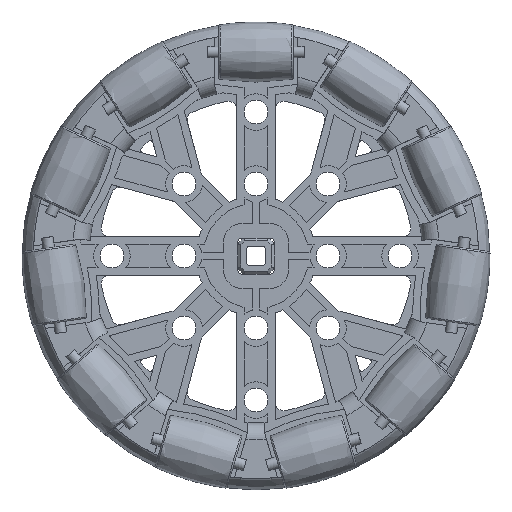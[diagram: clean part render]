
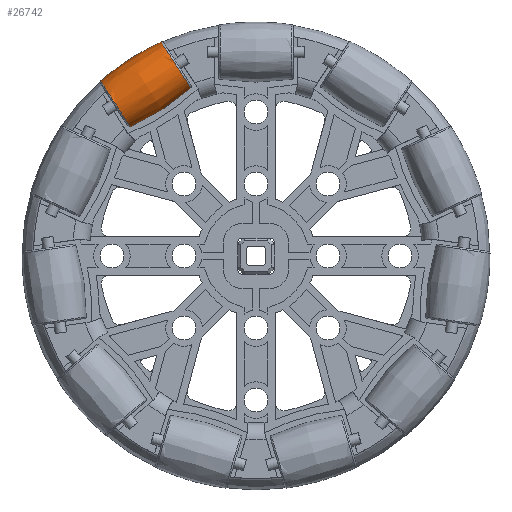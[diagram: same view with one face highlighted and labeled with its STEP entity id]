
A CAD part, front view. The second image highlights one B-rep face of the part: STEP entity #26742.
In plain terms, the highlighted free-form (B-spline) face has degree [2, 2] with [3, 9] control points.
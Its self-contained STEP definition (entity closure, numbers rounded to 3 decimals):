
#291=(
BOUNDED_SURFACE()
B_SPLINE_SURFACE(2,2,((#44839,#44840,#44841,#44842,#44843,#44844,#44845,
#44846,#44847),(#44848,#44849,#44850,#44851,#44852,#44853,#44854,#44855,
#44856),(#44857,#44858,#44859,#44860,#44861,#44862,#44863,#44864,#44865)),
 .UNSPECIFIED.,.F.,.T.,.F.)
B_SPLINE_SURFACE_WITH_KNOTS((3,3),(3,2,2,2,3),(-0.154,0.154),
(-3.142,-1.571,0.,1.571,3.142),
 .UNSPECIFIED.)
GEOMETRIC_REPRESENTATION_ITEM()
RATIONAL_B_SPLINE_SURFACE(((1.,0.707,1.,0.707,1.,
0.707,1.,0.707,1.),(0.988,0.699,
0.988,0.699,0.988,0.699,
0.988,0.699,0.988),(1.,0.707,
1.,0.707,1.,0.707,1.,0.707,1.)))
REPRESENTATION_ITEM('')
SURFACE()
);
#2697=FACE_OUTER_BOUND('',#4093,.T.);
#4093=EDGE_LOOP('',(#24793,#24794,#24795,#24796,#24797));
#10696=CIRCLE('',#29146,4.809);
#10697=CIRCLE('',#29147,4.809);
#10700=CIRCLE('',#29151,4.809);
#10703=CIRCLE('',#29154,41.275);
#13182=VERTEX_POINT('',#44826);
#13183=VERTEX_POINT('',#44827);
#13185=VERTEX_POINT('',#44834);
#17064=EDGE_CURVE('',#13182,#13183,#10696,.T.);
#17065=EDGE_CURVE('',#13183,#13182,#10697,.T.);
#17068=EDGE_CURVE('',#13185,#13185,#10700,.T.);
#17071=EDGE_CURVE('',#13182,#13185,#10703,.T.);
#24793=ORIENTED_EDGE('',*,*,#17064,.T.);
#24794=ORIENTED_EDGE('',*,*,#17065,.T.);
#24795=ORIENTED_EDGE('',*,*,#17071,.T.);
#24796=ORIENTED_EDGE('',*,*,#17068,.T.);
#24797=ORIENTED_EDGE('',*,*,#17071,.F.);
#26742=ADVANCED_FACE('',(#2697),#291,.F.);
#29146=AXIS2_PLACEMENT_3D('',#44828,#36677,#36678);
#29147=AXIS2_PLACEMENT_3D('',#44829,#36679,#36680);
#29151=AXIS2_PLACEMENT_3D('',#44835,#36687,#36688);
#29154=AXIS2_PLACEMENT_3D('',#44866,#36693,#36694);
#36677=DIRECTION('center_axis',(1.,0.,0.));
#36678=DIRECTION('ref_axis',(0.,0.,-1.));
#36679=DIRECTION('center_axis',(1.,0.,0.));
#36680=DIRECTION('ref_axis',(0.,0.,-1.));
#36687=DIRECTION('center_axis',(-1.,0.,0.));
#36688=DIRECTION('ref_axis',(0.,0.,1.));
#36693=DIRECTION('center_axis',(0.,-1.,0.));
#36694=DIRECTION('ref_axis',(0.,0.,-1.));
#44826=CARTESIAN_POINT('',(-6.346,0.,-4.809));
#44827=CARTESIAN_POINT('',(-6.346,0.,4.809));
#44828=CARTESIAN_POINT('Origin',(-6.346,0.,0.));
#44829=CARTESIAN_POINT('Origin',(-6.346,0.,0.));
#44834=CARTESIAN_POINT('',(6.346,0.,-4.809));
#44835=CARTESIAN_POINT('Origin',(6.346,0.,0.));
#44839=CARTESIAN_POINT('Ctrl Pts',(6.346,0.,-4.809));
#44840=CARTESIAN_POINT('Ctrl Pts',(6.346,-4.809,-4.809));
#44841=CARTESIAN_POINT('Ctrl Pts',(6.346,-4.809,0.));
#44842=CARTESIAN_POINT('Ctrl Pts',(6.346,-4.809,4.809));
#44843=CARTESIAN_POINT('Ctrl Pts',(6.346,0.,4.809));
#44844=CARTESIAN_POINT('Ctrl Pts',(6.346,4.809,4.809));
#44845=CARTESIAN_POINT('Ctrl Pts',(6.346,4.809,0.));
#44846=CARTESIAN_POINT('Ctrl Pts',(6.346,4.809,-4.809));
#44847=CARTESIAN_POINT('Ctrl Pts',(6.346,0.,-4.809));
#44848=CARTESIAN_POINT('Ctrl Pts',(0.,0.,-5.797));
#44849=CARTESIAN_POINT('Ctrl Pts',(0.,-5.797,
-5.797));
#44850=CARTESIAN_POINT('Ctrl Pts',(0.,-5.797,
0.));
#44851=CARTESIAN_POINT('Ctrl Pts',(0.,-5.797,
5.797));
#44852=CARTESIAN_POINT('Ctrl Pts',(0.,0.,5.797));
#44853=CARTESIAN_POINT('Ctrl Pts',(0.,5.797,
5.797));
#44854=CARTESIAN_POINT('Ctrl Pts',(0.,5.797,
0.));
#44855=CARTESIAN_POINT('Ctrl Pts',(0.,5.797,
-5.797));
#44856=CARTESIAN_POINT('Ctrl Pts',(0.,0.,-5.797));
#44857=CARTESIAN_POINT('Ctrl Pts',(-6.346,0.,-4.809));
#44858=CARTESIAN_POINT('Ctrl Pts',(-6.346,-4.809,
-4.809));
#44859=CARTESIAN_POINT('Ctrl Pts',(-6.346,-4.809,
0.));
#44860=CARTESIAN_POINT('Ctrl Pts',(-6.346,-4.809,
4.809));
#44861=CARTESIAN_POINT('Ctrl Pts',(-6.346,0.,4.809));
#44862=CARTESIAN_POINT('Ctrl Pts',(-6.346,4.809,4.809));
#44863=CARTESIAN_POINT('Ctrl Pts',(-6.346,4.809,0.));
#44864=CARTESIAN_POINT('Ctrl Pts',(-6.346,4.809,-4.809));
#44865=CARTESIAN_POINT('Ctrl Pts',(-6.346,0.,-4.809));
#44866=CARTESIAN_POINT('Origin',(0.,0.,
35.975));
